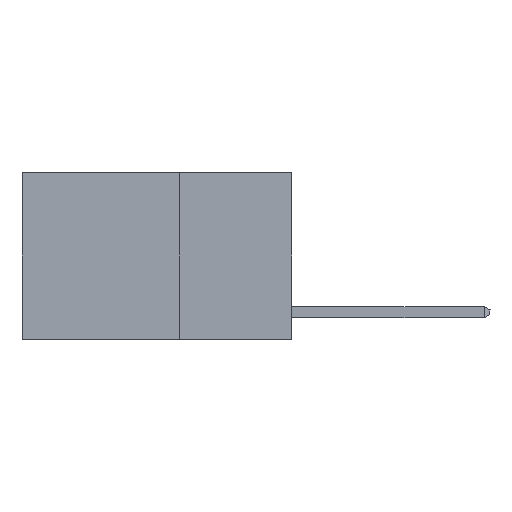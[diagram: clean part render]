
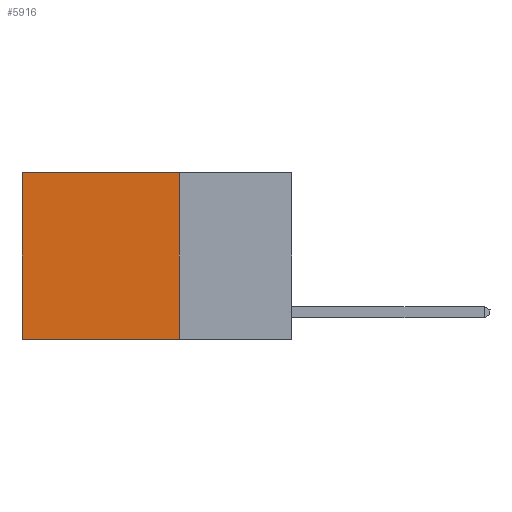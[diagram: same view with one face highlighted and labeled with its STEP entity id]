
A CAD part, left-side view. The second image highlights one B-rep face of the part: STEP entity #5916.
In plain terms, the highlighted planar face has unit normal (-1, 0, 0).
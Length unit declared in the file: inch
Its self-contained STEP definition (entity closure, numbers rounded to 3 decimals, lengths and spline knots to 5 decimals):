
#115 = VERTEX_POINT ( 'NONE', #11675 ) ;
#194 = CARTESIAN_POINT ( 'NONE',  ( 0.2625, 0.25, 0. ) ) ;
#969 = FACE_OUTER_BOUND ( 'NONE', #5514, .T. ) ;
#1131 = DIRECTION ( 'NONE',  ( 1., 0., 0. ) ) ;
#1247 = DIRECTION ( 'NONE',  ( 0., 1., 0. ) ) ;
#1540 = AXIS2_PLACEMENT_3D ( 'NONE', #194, #1131, #7606 ) ;
#1795 = CARTESIAN_POINT ( 'NONE',  ( 0.2625, 0.6, 0. ) ) ;
#2545 = VERTEX_POINT ( 'NONE', #1795 ) ;
#2870 = LINE ( 'NONE', #3468, #9960 ) ;
#3420 = EDGE_CURVE ( 'NONE', #2545, #115, #6119, .T. ) ;
#3468 = CARTESIAN_POINT ( 'NONE',  ( 0.2625, 0.25, 0. ) ) ;
#4500 = CARTESIAN_POINT ( 'NONE',  ( 0.2625, 0.25, -0.37 ) ) ;
#5042 = EDGE_CURVE ( 'NONE', #11991, #8231, #2870, .T. ) ;
#5514 = EDGE_LOOP ( 'NONE', ( #7949, #7958, #8349, #8502 ) ) ;
#5760 = PLANE ( 'NONE',  #1540 ) ;
#5815 = DIRECTION ( 'NONE',  ( 0., 1., 0. ) ) ;
#5873 = CARTESIAN_POINT ( 'NONE',  ( 0.2625, 0.25, 0. ) ) ;
#5916 = ADVANCED_FACE ( 'NONE', ( #969 ), #5760, .F. ) ;
#6119 = LINE ( 'NONE', #6542, #10735 ) ;
#6542 = CARTESIAN_POINT ( 'NONE',  ( 0.2625, 0.6, 0. ) ) ;
#7095 = EDGE_CURVE ( 'NONE', #8231, #115, #11830, .T. ) ;
#7455 = DIRECTION ( 'NONE',  ( 0., 0., -1. ) ) ;
#7606 = DIRECTION ( 'NONE',  ( 0., 0., -1. ) ) ;
#7949 = ORIENTED_EDGE ( 'NONE', *, *, #3420, .T. ) ;
#7958 = ORIENTED_EDGE ( 'NONE', *, *, #7095, .F. ) ;
#8231 = VERTEX_POINT ( 'NONE', #4500 ) ;
#8349 = ORIENTED_EDGE ( 'NONE', *, *, #5042, .F. ) ;
#8502 = ORIENTED_EDGE ( 'NONE', *, *, #10063, .T. ) ;
#8801 = VECTOR ( 'NONE', #1247, 39.37008 ) ;
#9023 = DIRECTION ( 'NONE',  ( 0., 0., -1. ) ) ;
#9080 = LINE ( 'NONE', #5873, #8801 ) ;
#9631 = VECTOR ( 'NONE', #5815, 39.37008 ) ;
#9917 = CARTESIAN_POINT ( 'NONE',  ( 0.2625, 0.25, 0. ) ) ;
#9960 = VECTOR ( 'NONE', #9023, 39.37008 ) ;
#10063 = EDGE_CURVE ( 'NONE', #11991, #2545, #9080, .T. ) ;
#10735 = VECTOR ( 'NONE', #7455, 39.37008 ) ;
#11350 = CARTESIAN_POINT ( 'NONE',  ( 0.2625, 0.25, -0.37 ) ) ;
#11675 = CARTESIAN_POINT ( 'NONE',  ( 0.2625, 0.6, -0.37 ) ) ;
#11830 = LINE ( 'NONE', #11350, #9631 ) ;
#11991 = VERTEX_POINT ( 'NONE', #9917 ) ;
